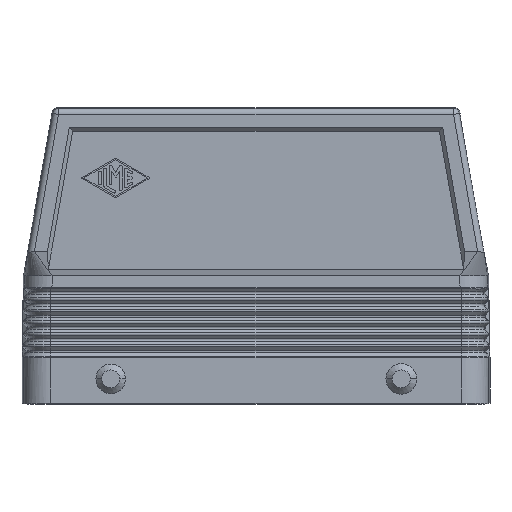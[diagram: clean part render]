
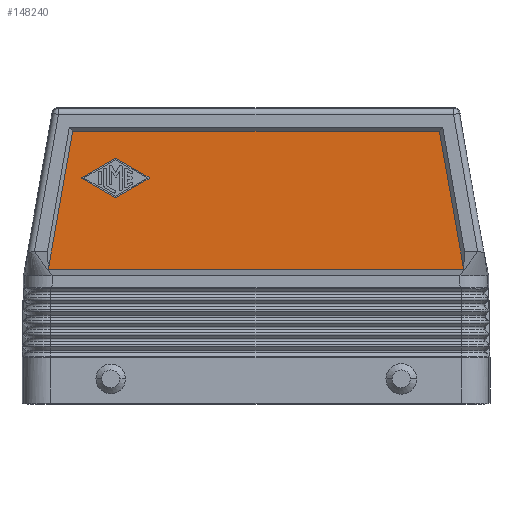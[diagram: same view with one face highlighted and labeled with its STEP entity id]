
A CAD part, left-side view. The second image highlights one B-rep face of the part: STEP entity #148240.
In plain terms, the highlighted planar face has unit normal (-1, 0, 0).
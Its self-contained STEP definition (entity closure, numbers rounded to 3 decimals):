
#146880=CARTESIAN_POINT('',(374.083,-22.843,
34.87));
#146890=VERTEX_POINT('',#146880);
#146920=CARTESIAN_POINT('',(374.083,-26.831,
12.233));
#146930=DIRECTION('',(0.,0.174,0.985));
#146940=VECTOR('',#146930,1.);
#146950=LINE('',#146920,#146940);
#146960=CARTESIAN_POINT('',(374.083,-16.613,
70.233));
#146970=VERTEX_POINT('',#146960);
#146980=EDGE_CURVE('',#146890,#146970,#146950,.T.);
#147240=CARTESIAN_POINT('',(374.083,-12.317,
48.893));
#147250=DIRECTION('',(1.,0.,0.));
#147260=DIRECTION('',(0.,1.,0.));
#147270=AXIS2_PLACEMENT_3D('',#147240,#147250,#147260);
#147280=PLANE('',#147270);
#147290=CARTESIAN_POINT('',(374.083,44.373,
34.87));
#147300=DIRECTION('',(0.,1.,0.));
#147310=VECTOR('',#147300,1.);
#147320=LINE('',#147290,#147310);
#147330=CARTESIAN_POINT('',(374.083,83.656,
34.87));
#147340=VERTEX_POINT('',#147330);
#147350=EDGE_CURVE('',#146890,#147340,#147320,.T.);
#147360=ORIENTED_EDGE('',*,*,#147350,.F.);
#147370=CARTESIAN_POINT('',(374.083,87.644,
12.233));
#147380=DIRECTION('',(0.,-0.174,0.985));
#147390=VECTOR('',#147380,1.);
#147400=LINE('',#147370,#147390);
#147410=CARTESIAN_POINT('',(374.083,77.426,
70.233));
#147420=VERTEX_POINT('',#147410);
#147430=EDGE_CURVE('',#147340,#147420,#147400,.T.);
#147440=ORIENTED_EDGE('',*,*,#147430,.F.);
#147450=CARTESIAN_POINT('',(374.083,44.373,
70.233));
#147460=DIRECTION('',(0.,1.,0.));
#147470=VECTOR('',#147460,1.);
#147480=LINE('',#147450,#147470);
#147490=EDGE_CURVE('',#146970,#147420,#147480,.T.);
#147500=ORIENTED_EDGE('',*,*,#147490,.T.);
#147510=ORIENTED_EDGE('',*,*,#146980,.T.);
#147520=EDGE_LOOP('',(#147510,#147500,#147440,#147360));
#147530=FACE_OUTER_BOUND('',#147520,.T.);
#147540=CARTESIAN_POINT('',(374.083,74.905,
58.233));
#147550=DIRECTION('',(-1.,0.,0.));
#147560=DIRECTION('',(0.,-1.,0.));
#147570=AXIS2_PLACEMENT_3D('',#147540,#147550,#147560);
#147580=CIRCLE('',#147570,0.167);
#147590=CARTESIAN_POINT('',(374.083,74.988,
58.377));
#147600=VERTEX_POINT('',#147590);
#147610=CARTESIAN_POINT('',(374.083,74.988,
58.088));
#147620=VERTEX_POINT('',#147610);
#147630=EDGE_CURVE('',#147600,#147620,#147580,.T.);
#147640=ORIENTED_EDGE('',*,*,#147630,.F.);
#147650=CARTESIAN_POINT('',(374.083,44.373,
40.588));
#147660=DIRECTION('',(0.,-0.868,-0.496));
#147670=VECTOR('',#147660,1.);
#147680=LINE('',#147650,#147670);
#147690=CARTESIAN_POINT('',(374.083,66.572,
53.277));
#147700=VERTEX_POINT('',#147690);
#147710=EDGE_CURVE('',#147620,#147700,#147680,.T.);
#147720=ORIENTED_EDGE('',*,*,#147710,.F.);
#147730=CARTESIAN_POINT('',(374.083,66.406,
53.566));
#147740=DIRECTION('',(-1.,0.,0.));
#147750=DIRECTION('',(0.,-1.,0.));
#147760=AXIS2_PLACEMENT_3D('',#147730,#147740,#147750);
#147770=CIRCLE('',#147760,0.333);
#147780=CARTESIAN_POINT('',(374.083,66.241,
53.277));
#147790=VERTEX_POINT('',#147780);
#147800=EDGE_CURVE('',#147700,#147790,#147770,.T.);
#147810=ORIENTED_EDGE('',*,*,#147800,.F.);
#147820=CARTESIAN_POINT('',(374.083,44.373,
65.777));
#147830=DIRECTION('',(0.,-0.868,0.496));
#147840=VECTOR('',#147830,1.);
#147850=LINE('',#147820,#147840);
#147860=CARTESIAN_POINT('',(374.083,57.824,
58.088));
#147870=VERTEX_POINT('',#147860);
#147880=EDGE_CURVE('',#147790,#147870,#147850,.T.);
#147890=ORIENTED_EDGE('',*,*,#147880,.F.);
#147900=CARTESIAN_POINT('',(374.083,57.907,
58.233));
#147910=DIRECTION('',(-1.,0.,0.));
#147920=DIRECTION('',(0.,-1.,0.));
#147930=AXIS2_PLACEMENT_3D('',#147900,#147910,#147920);
#147940=CIRCLE('',#147930,0.167);
#147950=CARTESIAN_POINT('',(374.083,57.824,
58.377));
#147960=VERTEX_POINT('',#147950);
#147970=EDGE_CURVE('',#147870,#147960,#147940,.T.);
#147980=ORIENTED_EDGE('',*,*,#147970,.F.);
#147990=CARTESIAN_POINT('',(374.083,44.373,
50.688));
#148000=DIRECTION('',(0.,0.868,0.496));
#148010=VECTOR('',#148000,1.);
#148020=LINE('',#147990,#148010);
#148030=CARTESIAN_POINT('',(374.083,66.241,
63.188));
#148040=VERTEX_POINT('',#148030);
#148050=EDGE_CURVE('',#147960,#148040,#148020,.T.);
#148060=ORIENTED_EDGE('',*,*,#148050,.F.);
#148070=CARTESIAN_POINT('',(374.083,66.406,
62.899));
#148080=DIRECTION('',(-1.,0.,0.));
#148090=DIRECTION('',(0.,-1.,0.));
#148100=AXIS2_PLACEMENT_3D('',#148070,#148080,#148090);
#148110=CIRCLE('',#148100,0.333);
#148120=CARTESIAN_POINT('',(374.083,66.572,
63.188));
#148130=VERTEX_POINT('',#148120);
#148140=EDGE_CURVE('',#148040,#148130,#148110,.T.);
#148150=ORIENTED_EDGE('',*,*,#148140,.F.);
#148160=CARTESIAN_POINT('',(374.083,44.373,
75.877));
#148170=DIRECTION('',(0.,0.868,-0.496));
#148180=VECTOR('',#148170,1.);
#148190=LINE('',#148160,#148180);
#148200=EDGE_CURVE('',#148130,#147600,#148190,.T.);
#148210=ORIENTED_EDGE('',*,*,#148200,.F.);
#148220=EDGE_LOOP('',(#148210,#148150,#148060,#147980,#147890,#147810,
#147720,#147640));
#148230=FACE_BOUND('',#148220,.T.);
#148240=ADVANCED_FACE('',(#147530,#148230),#147280,.F.);
